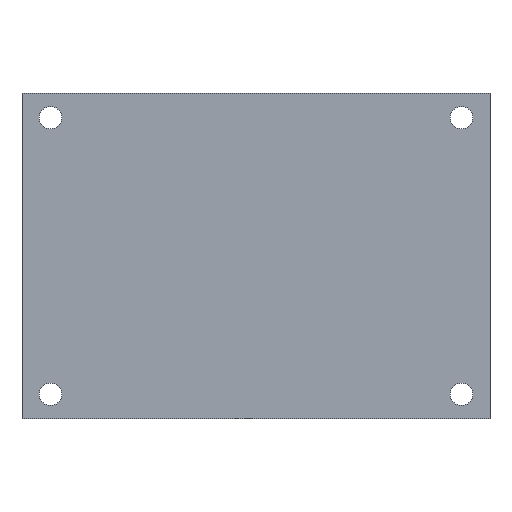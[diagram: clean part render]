
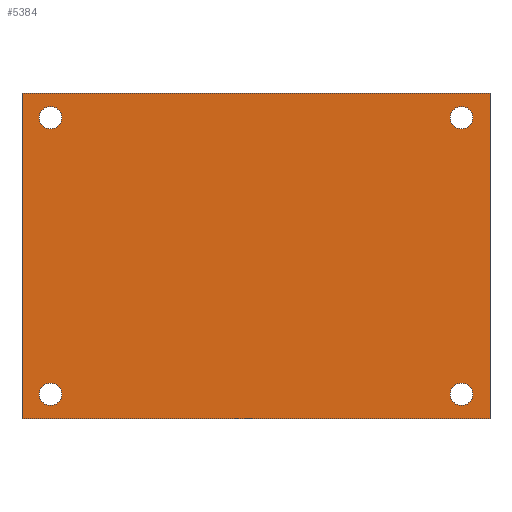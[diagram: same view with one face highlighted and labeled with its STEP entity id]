
A CAD part, front view. The second image highlights one B-rep face of the part: STEP entity #5384.
In plain terms, the highlighted planar face has unit normal (0, -1, 0).
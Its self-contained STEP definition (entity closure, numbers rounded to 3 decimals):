
#189 = AXIS2_PLACEMENT_3D ( 'NONE', #10187, #3295, #11373 ) ;
#431 = CARTESIAN_POINT ( 'NONE',  ( 50.5, -20., -34. ) ) ;
#561 = EDGE_CURVE ( 'NONE', #1140, #8799, #13416, .T. ) ;
#655 = AXIS2_PLACEMENT_3D ( 'NONE', #431, #8431, #1587 ) ;
#721 = DIRECTION ( 'NONE',  ( -1., 0., 0. ) ) ;
#819 = DIRECTION ( 'NONE',  ( 0., 0., 1. ) ) ;
#903 = EDGE_LOOP ( 'NONE', ( #1239, #9708 ) ) ;
#1101 = EDGE_CURVE ( 'NONE', #2928, #14615, #3680, .T. ) ;
#1140 = VERTEX_POINT ( 'NONE', #8826 ) ;
#1239 = ORIENTED_EDGE ( 'NONE', *, *, #561, .T. ) ;
#1339 = FACE_BOUND ( 'NONE', #2386, .T. ) ;
#1575 = AXIS2_PLACEMENT_3D ( 'NONE', #9743, #2870, #10920 ) ;
#1587 = DIRECTION ( 'NONE',  ( 0., 0., 1. ) ) ;
#1910 = ORIENTED_EDGE ( 'NONE', *, *, #9042, .T. ) ;
#2012 = LINE ( 'NONE', #12250, #5043 ) ;
#2167 = ORIENTED_EDGE ( 'NONE', *, *, #4681, .T. ) ;
#2386 = EDGE_LOOP ( 'NONE', ( #13591, #2167 ) ) ;
#2724 = VECTOR ( 'NONE', #6424, 1000. ) ;
#2870 = DIRECTION ( 'NONE',  ( 0., 1., 0. ) ) ;
#2920 = DIRECTION ( 'NONE',  ( 0., 1., 0. ) ) ;
#2928 = VERTEX_POINT ( 'NONE', #7478 ) ;
#2955 = AXIS2_PLACEMENT_3D ( 'NONE', #11991, #5073, #13121 ) ;
#3295 = DIRECTION ( 'NONE',  ( 0., 1., 0. ) ) ;
#3323 = ORIENTED_EDGE ( 'NONE', *, *, #8230, .T. ) ;
#3491 = CIRCLE ( 'NONE', #1575, 2.75 ) ;
#3573 = CARTESIAN_POINT ( 'NONE',  ( -50.5, -20., 31.25 ) ) ;
#3680 = LINE ( 'NONE', #13356, #9430 ) ;
#3721 = EDGE_CURVE ( 'NONE', #11485, #10923, #12352, .T. ) ;
#3819 = DIRECTION ( 'NONE',  ( 0., 1., 0. ) ) ;
#4083 = DIRECTION ( 'NONE',  ( 0., 1., 0. ) ) ;
#4171 = DIRECTION ( 'NONE',  ( -1., 0., 0. ) ) ;
#4306 = LINE ( 'NONE', #14814, #13481 ) ;
#4569 = ORIENTED_EDGE ( 'NONE', *, *, #3721, .T. ) ;
#4638 = AXIS2_PLACEMENT_3D ( 'NONE', #14571, #7659, #819 ) ;
#4681 = EDGE_CURVE ( 'NONE', #5425, #12001, #3491, .T. ) ;
#4747 = EDGE_CURVE ( 'NONE', #8799, #1140, #11971, .T. ) ;
#5043 = VECTOR ( 'NONE', #4171, 1000. ) ;
#5073 = DIRECTION ( 'NONE',  ( 0., 1., 0. ) ) ;
#5115 = AXIS2_PLACEMENT_3D ( 'NONE', #5544, #13566, #6675 ) ;
#5365 = ORIENTED_EDGE ( 'NONE', *, *, #6636, .F. ) ;
#5384 = ADVANCED_FACE ( 'NONE', ( #7393, #1339, #7770, #10144, #7051 ), #13206, .F. ) ;
#5421 = LINE ( 'NONE', #14467, #2724 ) ;
#5425 = VERTEX_POINT ( 'NONE', #11133 ) ;
#5544 = CARTESIAN_POINT ( 'NONE',  ( 50.5, -20., 34. ) ) ;
#5613 = AXIS2_PLACEMENT_3D ( 'NONE', #6309, #2920, #10970 ) ;
#5714 = CARTESIAN_POINT ( 'NONE',  ( -50.5, -20., -36.75 ) ) ;
#5860 = AXIS2_PLACEMENT_3D ( 'NONE', #11909, #3819, #10734 ) ;
#6309 = CARTESIAN_POINT ( 'NONE',  ( 57.5, -20., 40. ) ) ;
#6424 = DIRECTION ( 'NONE',  ( 0., 0., -1. ) ) ;
#6548 = CARTESIAN_POINT ( 'NONE',  ( -57.5, -20., 40. ) ) ;
#6636 = EDGE_CURVE ( 'NONE', #7277, #2928, #5421, .T. ) ;
#6664 = CIRCLE ( 'NONE', #2955, 2.75 ) ;
#6669 = EDGE_CURVE ( 'NONE', #7277, #7777, #2012, .T. ) ;
#6675 = DIRECTION ( 'NONE',  ( 0., 0., 1. ) ) ;
#6941 = CARTESIAN_POINT ( 'NONE',  ( -50.5, -20., -31.25 ) ) ;
#6965 = ORIENTED_EDGE ( 'NONE', *, *, #6669, .T. ) ;
#7051 = FACE_OUTER_BOUND ( 'NONE', #9578, .T. ) ;
#7277 = VERTEX_POINT ( 'NONE', #7593 ) ;
#7393 = FACE_BOUND ( 'NONE', #903, .T. ) ;
#7478 = CARTESIAN_POINT ( 'NONE',  ( 57.5, -20., -40. ) ) ;
#7593 = CARTESIAN_POINT ( 'NONE',  ( 57.5, -20., 40. ) ) ;
#7659 = DIRECTION ( 'NONE',  ( 0., 1., 0. ) ) ;
#7770 = FACE_BOUND ( 'NONE', #12661, .T. ) ;
#7777 = VERTEX_POINT ( 'NONE', #6548 ) ;
#7911 = DIRECTION ( 'NONE',  ( 0., 0., -1. ) ) ;
#8000 = CARTESIAN_POINT ( 'NONE',  ( 50.5, -20., -31.25 ) ) ;
#8083 = AXIS2_PLACEMENT_3D ( 'NONE', #11008, #4083, #12167 ) ;
#8230 = EDGE_CURVE ( 'NONE', #11498, #8402, #9519, .T. ) ;
#8324 = CARTESIAN_POINT ( 'NONE',  ( 50.5, -20., 36.75 ) ) ;
#8402 = VERTEX_POINT ( 'NONE', #6941 ) ;
#8431 = DIRECTION ( 'NONE',  ( 0., 1., 0. ) ) ;
#8498 = EDGE_CURVE ( 'NONE', #10923, #11485, #12805, .T. ) ;
#8524 = EDGE_CURVE ( 'NONE', #8402, #11498, #6664, .T. ) ;
#8799 = VERTEX_POINT ( 'NONE', #3573 ) ;
#8826 = CARTESIAN_POINT ( 'NONE',  ( -50.5, -20., 36.75 ) ) ;
#9042 = EDGE_CURVE ( 'NONE', #7777, #14615, #4306, .T. ) ;
#9147 = CARTESIAN_POINT ( 'NONE',  ( 50.5, -20., -36.75 ) ) ;
#9430 = VECTOR ( 'NONE', #721, 1000. ) ;
#9519 = CIRCLE ( 'NONE', #189, 2.75 ) ;
#9578 = EDGE_LOOP ( 'NONE', ( #1910, #11627, #5365, #6965 ) ) ;
#9708 = ORIENTED_EDGE ( 'NONE', *, *, #4747, .T. ) ;
#9743 = CARTESIAN_POINT ( 'NONE',  ( 50.5, -20., 34. ) ) ;
#9867 = ORIENTED_EDGE ( 'NONE', *, *, #8498, .T. ) ;
#9985 = EDGE_CURVE ( 'NONE', #12001, #5425, #10982, .T. ) ;
#10144 = FACE_BOUND ( 'NONE', #14337, .T. ) ;
#10187 = CARTESIAN_POINT ( 'NONE',  ( -50.5, -20., -34. ) ) ;
#10567 = CARTESIAN_POINT ( 'NONE',  ( -57.5, -20., -40. ) ) ;
#10734 = DIRECTION ( 'NONE',  ( 0., 0., 1. ) ) ;
#10920 = DIRECTION ( 'NONE',  ( 0., 0., 1. ) ) ;
#10923 = VERTEX_POINT ( 'NONE', #9147 ) ;
#10970 = DIRECTION ( 'NONE',  ( 0., 0., 1. ) ) ;
#10982 = CIRCLE ( 'NONE', #5115, 2.75 ) ;
#11008 = CARTESIAN_POINT ( 'NONE',  ( 50.5, -20., -34. ) ) ;
#11133 = CARTESIAN_POINT ( 'NONE',  ( 50.5, -20., 31.25 ) ) ;
#11373 = DIRECTION ( 'NONE',  ( 0., 0., 1. ) ) ;
#11485 = VERTEX_POINT ( 'NONE', #8000 ) ;
#11498 = VERTEX_POINT ( 'NONE', #5714 ) ;
#11627 = ORIENTED_EDGE ( 'NONE', *, *, #1101, .F. ) ;
#11909 = CARTESIAN_POINT ( 'NONE',  ( -50.5, -20., 34. ) ) ;
#11971 = CIRCLE ( 'NONE', #4638, 2.75 ) ;
#11991 = CARTESIAN_POINT ( 'NONE',  ( -50.5, -20., -34. ) ) ;
#12001 = VERTEX_POINT ( 'NONE', #8324 ) ;
#12167 = DIRECTION ( 'NONE',  ( 0., 0., 1. ) ) ;
#12250 = CARTESIAN_POINT ( 'NONE',  ( 57.5, -20., 40. ) ) ;
#12352 = CIRCLE ( 'NONE', #8083, 2.75 ) ;
#12661 = EDGE_LOOP ( 'NONE', ( #4569, #9867 ) ) ;
#12805 = CIRCLE ( 'NONE', #655, 2.75 ) ;
#13121 = DIRECTION ( 'NONE',  ( 0., 0., 1. ) ) ;
#13206 = PLANE ( 'NONE',  #5613 ) ;
#13346 = ORIENTED_EDGE ( 'NONE', *, *, #8524, .T. ) ;
#13356 = CARTESIAN_POINT ( 'NONE',  ( 57.5, -20., -40. ) ) ;
#13416 = CIRCLE ( 'NONE', #5860, 2.75 ) ;
#13481 = VECTOR ( 'NONE', #7911, 1000. ) ;
#13566 = DIRECTION ( 'NONE',  ( 0., 1., 0. ) ) ;
#13591 = ORIENTED_EDGE ( 'NONE', *, *, #9985, .T. ) ;
#14337 = EDGE_LOOP ( 'NONE', ( #13346, #3323 ) ) ;
#14467 = CARTESIAN_POINT ( 'NONE',  ( 57.5, -20., 40. ) ) ;
#14571 = CARTESIAN_POINT ( 'NONE',  ( -50.5, -20., 34. ) ) ;
#14615 = VERTEX_POINT ( 'NONE', #10567 ) ;
#14814 = CARTESIAN_POINT ( 'NONE',  ( -57.5, -20., 40. ) ) ;
